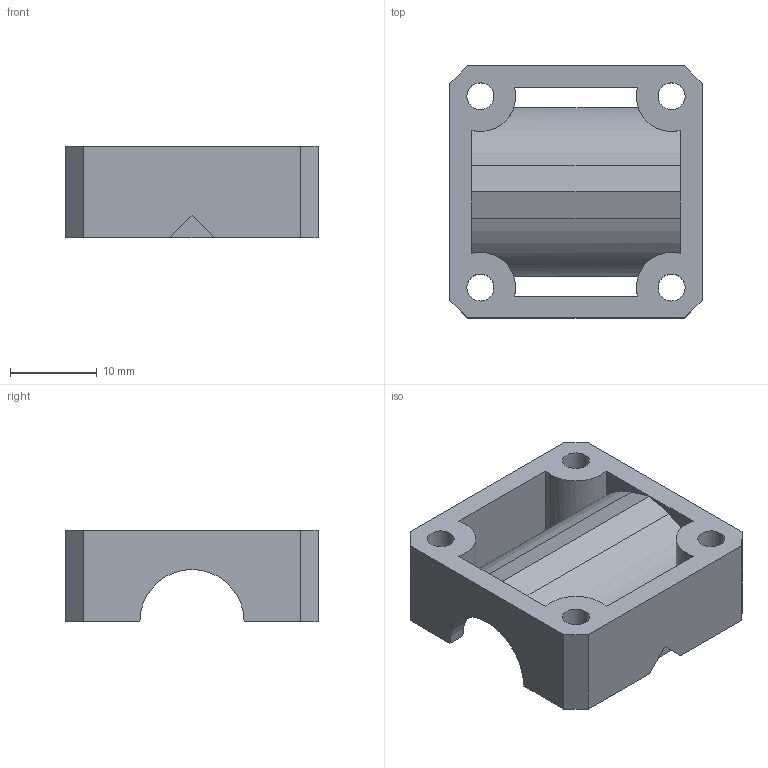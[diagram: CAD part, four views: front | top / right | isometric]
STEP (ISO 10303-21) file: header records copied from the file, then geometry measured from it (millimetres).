
FILE_DESCRIPTION((''),'2;1');
FILE_NAME('XY CARRIAGE 1.stp','2015-01-29T10:23:53',('jge'),(''),'Autodesk Inventor 2012','Autodesk Inventor 2012','');
FILE_SCHEMA(('AUTOMOTIVE_DESIGN { 1 0 10303 214 1 1 1 1 }'));
Length unit declared in the file: millimetre
Products named in the file (1): EXTRUDER MOUNT 2 DRYLIN
Bounding box: 29 x 29 x 10.5 mm (x, y, z)
Volume: 4099.4 mm3; surface area: 4039.1 mm2
Topology: 1 solids, 1 shells, 46 faces, 131 edges, 86 vertices
Faces by surface type: plane 31, cylinder 15
Full cylindrical faces by diameter (mm): 3.1 x4
Entity records: 1567 total; most frequent: CARTESIAN_POINT 312, ORIENTED_EDGE 254, DIRECTION 247, EDGE_CURVE 127, VECTOR 93, LINE 93, VERTEX_POINT 86, AXIS2_PLACEMENT_3D 77
